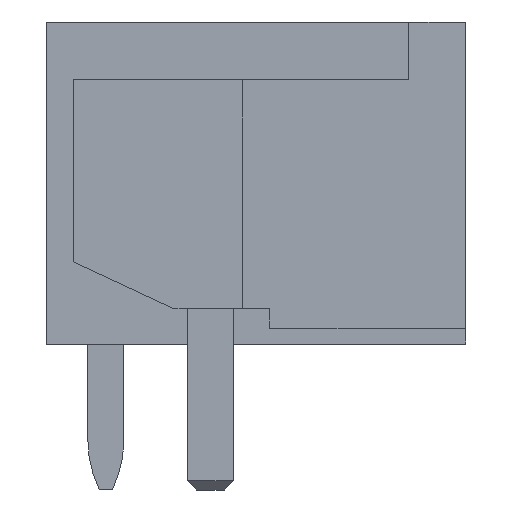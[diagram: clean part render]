
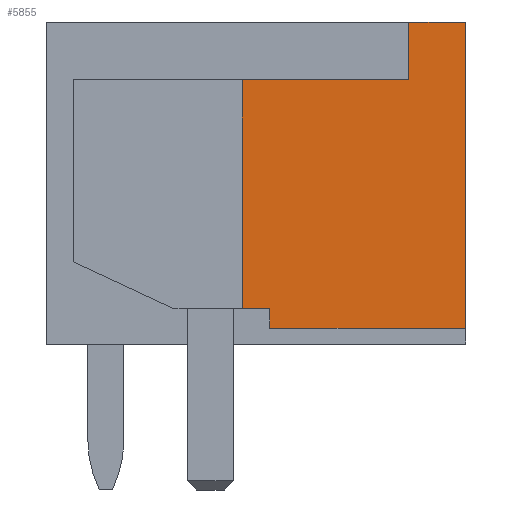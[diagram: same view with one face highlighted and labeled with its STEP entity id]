
A CAD part, left-side view. The second image highlights one B-rep face of the part: STEP entity #5855.
In plain terms, the highlighted planar face has unit normal (-1, 0, 0).
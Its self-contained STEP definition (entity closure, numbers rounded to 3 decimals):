
#5824=AXIS2_PLACEMENT_3D('Plane Axis2P3D',#5821,#5822,#5823) ;
#292=CARTESIAN_POINT('Vertex',(0.,0.,10.27)) ;
#295=CARTESIAN_POINT('Line Origine',(0.,0.,6.91)) ;
#299=CARTESIAN_POINT('Vertex',(0.,0.,3.55)) ;
#886=CARTESIAN_POINT('Vertex',(0.,1.25,10.27)) ;
#889=CARTESIAN_POINT('Line Origine',(0.,0.625,10.27)) ;
#5758=CARTESIAN_POINT('Vertex',(0.,4.3,3.55)) ;
#5761=CARTESIAN_POINT('Line Origine',(0.,4.3,3.765)) ;
#5765=CARTESIAN_POINT('Vertex',(0.,4.3,3.98)) ;
#5785=CARTESIAN_POINT('Line Origine',(0.,2.15,3.55)) ;
#5806=CARTESIAN_POINT('Vertex',(0.,1.25,9.)) ;
#5809=CARTESIAN_POINT('Line Origine',(0.,1.25,9.635)) ;
#5821=CARTESIAN_POINT('Axis2P3D Location',(0.,0.,0.)) ;
#5826=CARTESIAN_POINT('Line Origine',(0.,4.6,3.98)) ;
#5830=CARTESIAN_POINT('Vertex',(0.,4.9,3.98)) ;
#5833=CARTESIAN_POINT('Line Origine',(0.,3.075,9.)) ;
#5837=CARTESIAN_POINT('Vertex',(0.,4.9,9.)) ;
#5840=CARTESIAN_POINT('Line Origine',(0.,4.9,6.49)) ;
#296=DIRECTION('Vector Direction',(0.,0.,-1.)) ;
#890=DIRECTION('Vector Direction',(0.,-1.,0.)) ;
#5762=DIRECTION('Vector Direction',(0.,0.,1.)) ;
#5786=DIRECTION('Vector Direction',(0.,1.,0.)) ;
#5810=DIRECTION('Vector Direction',(0.,0.,1.)) ;
#5822=DIRECTION('Axis2P3D Direction',(-1.,0.,0.)) ;
#5823=DIRECTION('Axis2P3D XDirection',(0.,-1.,0.)) ;
#5827=DIRECTION('Vector Direction',(0.,1.,0.)) ;
#5834=DIRECTION('Vector Direction',(0.,-1.,0.)) ;
#5841=DIRECTION('Vector Direction',(0.,0.,-1.)) ;
#297=VECTOR('Line Direction',#296,1.) ;
#891=VECTOR('Line Direction',#890,1.) ;
#5763=VECTOR('Line Direction',#5762,1.) ;
#5787=VECTOR('Line Direction',#5786,1.) ;
#5811=VECTOR('Line Direction',#5810,1.) ;
#5828=VECTOR('Line Direction',#5827,1.) ;
#5835=VECTOR('Line Direction',#5834,1.) ;
#5842=VECTOR('Line Direction',#5841,1.) ;
#5846=ORIENTED_EDGE('',*,*,#5832,.T.) ;
#5847=ORIENTED_EDGE('',*,*,#5767,.T.) ;
#5848=ORIENTED_EDGE('',*,*,#5789,.T.) ;
#5849=ORIENTED_EDGE('',*,*,#301,.T.) ;
#5850=ORIENTED_EDGE('',*,*,#893,.T.) ;
#5851=ORIENTED_EDGE('',*,*,#5813,.T.) ;
#5852=ORIENTED_EDGE('',*,*,#5839,.T.) ;
#5853=ORIENTED_EDGE('',*,*,#5844,.T.) ;
#5855=ADVANCED_FACE('HOUSING',(#5854),#5825,.T.) ;
#301=EDGE_CURVE('',#300,#293,#298,.F.) ;
#893=EDGE_CURVE('',#293,#887,#892,.F.) ;
#5767=EDGE_CURVE('',#5766,#5759,#5764,.F.) ;
#5789=EDGE_CURVE('',#5759,#300,#5788,.F.) ;
#5813=EDGE_CURVE('',#887,#5807,#5812,.F.) ;
#5832=EDGE_CURVE('',#5831,#5766,#5829,.F.) ;
#5839=EDGE_CURVE('',#5807,#5838,#5836,.F.) ;
#5844=EDGE_CURVE('',#5838,#5831,#5843,.T.) ;
#5845=EDGE_LOOP('',(#5846,#5847,#5848,#5849,#5850,#5851,#5852,#5853)) ;
#5854=FACE_OUTER_BOUND('',#5845,.T.) ;
#298=LINE('Line',#295,#297) ;
#892=LINE('Line',#889,#891) ;
#5764=LINE('Line',#5761,#5763) ;
#5788=LINE('Line',#5785,#5787) ;
#5812=LINE('Line',#5809,#5811) ;
#5829=LINE('Line',#5826,#5828) ;
#5836=LINE('Line',#5833,#5835) ;
#5843=LINE('Line',#5840,#5842) ;
#5825=PLANE('',#5824) ;
#293=VERTEX_POINT('',#292) ;
#300=VERTEX_POINT('',#299) ;
#887=VERTEX_POINT('',#886) ;
#5759=VERTEX_POINT('',#5758) ;
#5766=VERTEX_POINT('',#5765) ;
#5807=VERTEX_POINT('',#5806) ;
#5831=VERTEX_POINT('',#5830) ;
#5838=VERTEX_POINT('',#5837) ;
